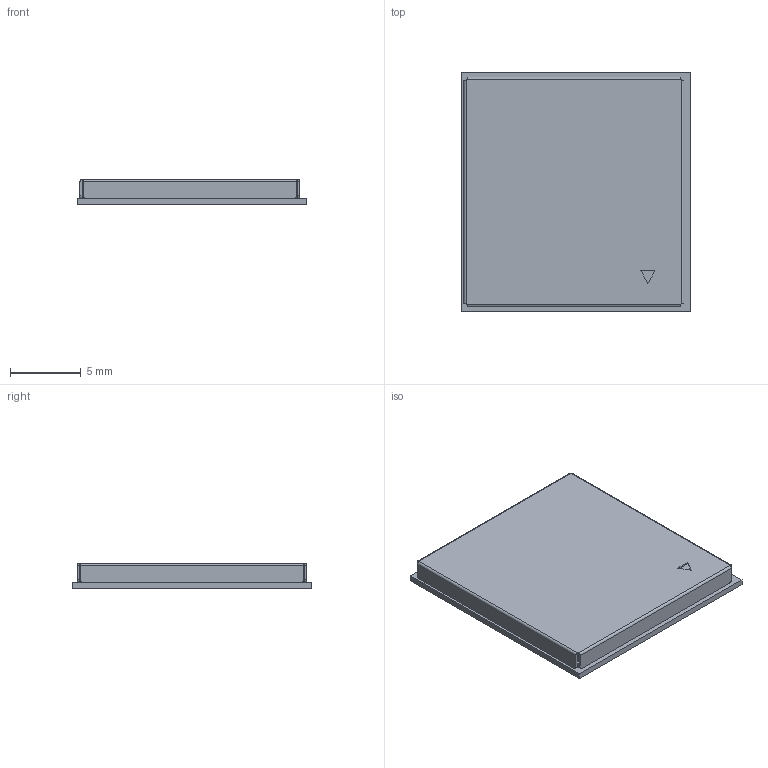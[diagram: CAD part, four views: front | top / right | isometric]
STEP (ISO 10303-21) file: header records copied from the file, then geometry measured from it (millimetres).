
FILE_DESCRIPTION(('FreeCAD Model'),'2;1');
FILE_NAME('Open CASCADE Shape Model','2021-08-30T13:11:14',(''),(''), 'Open CASCADE STEP processor 7.5','FreeCAD','Unknown');
FILE_SCHEMA(('AUTOMOTIVE_DESIGN { 1 0 10303 214 1 1 1 1 }'));
Length unit declared in the file: millimetre
Products named in the file (4): Unnamed; IDF_20200417; GM02S_SHIELD_P1; IDF_20200417_ASM
Assembly tree (5 placements, depth 3):
  Unnamed
    IDF_20200417
    GM02S_SHIELD_P1
    IDF_20200417_ASM
      IDF_20200417
      GM02S_SHIELD_P1
Bounding box: 16.3 x 17 x 1.78 mm (x, y, z)
Volume: 334.1 mm3; surface area: 2494.2 mm2
Topology: 4 solids, 4 shells, 136 faces, 308 edges, 184 vertices
Faces by surface type: plane 104, cylinder 32
Entity records: 4017 total; most frequent: CARTESIAN_POINT 748, DIRECTION 622, LINE 398, VECTOR 398, ORIENTED_EDGE 308, PCURVE 308, DEFINITIONAL_REPRESENTATION 308, EDGE_CURVE 154
